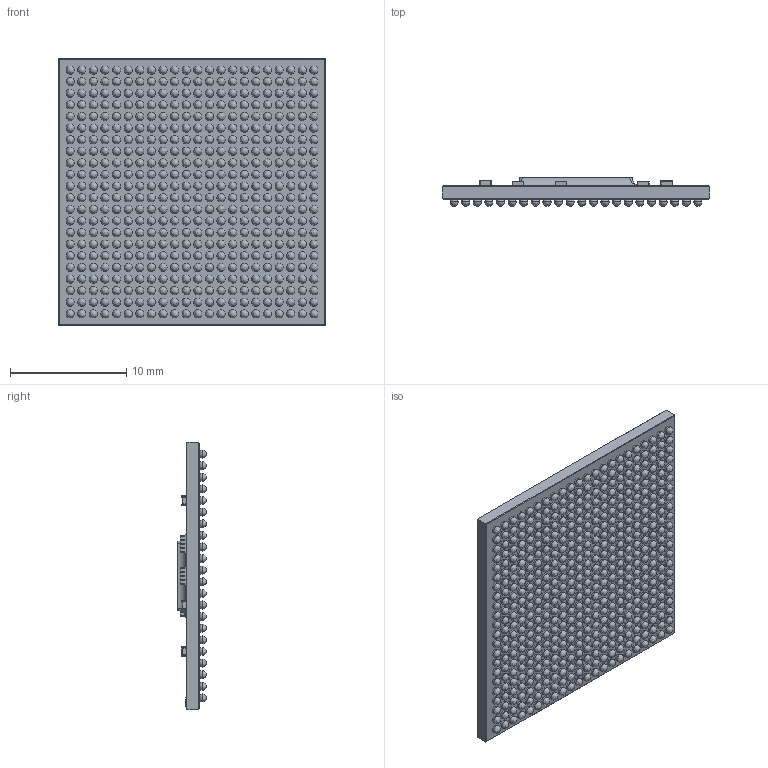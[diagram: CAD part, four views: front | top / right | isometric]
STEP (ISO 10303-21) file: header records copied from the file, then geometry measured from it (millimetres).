
FILE_DESCRIPTION (( 'STEP AP214' ), '1' );
FILE_NAME ('User Library-FB484-1.STEP', '2022-09-30T18:54:56', ( '' ), ( '' ), 'SwSTEP 2.0', 'SolidWorks 2022', '' );
FILE_SCHEMA (( 'AUTOMOTIVE_DESIGN' ));
Length unit declared in the file: millimetre
Products named in the file (6): cap_single; cap_small; Ball; cap array; User Library-FB484-1; Body
Assembly tree (496 placements, depth 2):
  User Library-FB484-1
    Body
    Ball  x484
    cap_small  x6
    cap array  x3
    cap_single  x2
Bounding box: 23 x 2.47 x 23 mm (x, y, z)
Volume: 734.7 mm3; surface area: 1952.9 mm2
Topology: 498 solids, 500 shells, 2292 faces, 5980 edges, 2670 vertices
Faces by surface type: bspline 1273, cylinder 516, plane 503
Full cylindrical faces by diameter (mm): 0.02 x4
Entity records: 31774 total; most frequent: CARTESIAN_POINT 8656, DIRECTION 3304, ORIENTED_EDGE 2796, EDGE_CURVE 1398, AXIS2_PLACEMENT_3D 1182, LINE 940, VECTOR 940, VERTEX_POINT 832
